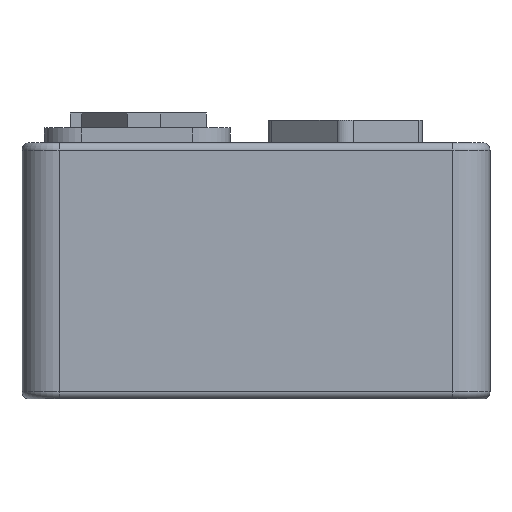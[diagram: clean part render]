
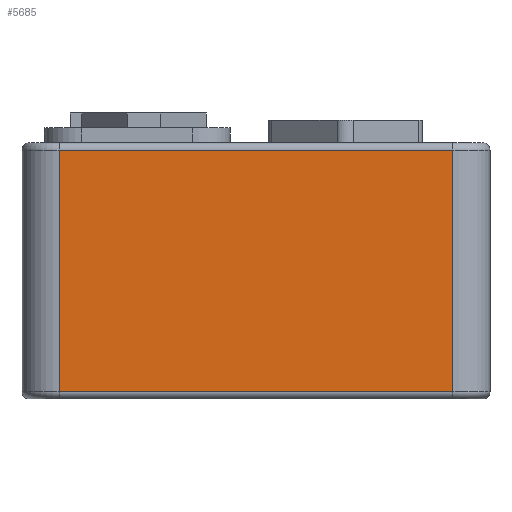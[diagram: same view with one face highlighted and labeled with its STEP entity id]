
A CAD part, front view. The second image highlights one B-rep face of the part: STEP entity #5685.
In plain terms, the highlighted planar face has unit normal (0, -1, 0).
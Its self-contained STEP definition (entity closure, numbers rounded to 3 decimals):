
#410=PLANE('',#6115);
#640=FACE_OUTER_BOUND('',#967,.T.);
#967=EDGE_LOOP('',(#4217,#4218,#4219,#4220));
#1356=LINE('',#8001,#1961);
#1389=LINE('',#8135,#1994);
#1393=LINE('',#8147,#1998);
#1394=LINE('',#8148,#1999);
#1961=VECTOR('',#6624,10.);
#1994=VECTOR('',#6755,10.);
#1998=VECTOR('',#6771,10.);
#1999=VECTOR('',#6772,10.);
#2559=VERTEX_POINT('',#7993);
#2561=VERTEX_POINT('',#7999);
#2611=VERTEX_POINT('',#8127);
#2613=VERTEX_POINT('',#8133);
#3150=EDGE_CURVE('',#2561,#2559,#1356,.T.);
#3217=EDGE_CURVE('',#2613,#2611,#1389,.T.);
#3224=EDGE_CURVE('',#2611,#2561,#1393,.T.);
#3225=EDGE_CURVE('',#2559,#2613,#1394,.T.);
#4217=ORIENTED_EDGE('',*,*,#3150,.F.);
#4218=ORIENTED_EDGE('',*,*,#3224,.F.);
#4219=ORIENTED_EDGE('',*,*,#3217,.F.);
#4220=ORIENTED_EDGE('',*,*,#3225,.F.);
#5685=ADVANCED_FACE('',(#640),#410,.T.);
#6115=AXIS2_PLACEMENT_3D('',#8146,#6769,#6770);
#6624=DIRECTION('',(1.,0.,0.));
#6755=DIRECTION('',(-1.,0.,0.));
#6769=DIRECTION('center_axis',(0.,-1.,0.));
#6770=DIRECTION('ref_axis',(1.,0.,0.));
#6771=DIRECTION('',(0.,0.,1.));
#6772=DIRECTION('',(0.,0.,-1.));
#7993=CARTESIAN_POINT('',(5.8,-30.1,3.8));
#7999=CARTESIAN_POINT('',(-15.4,-30.1,3.8));
#8001=CARTESIAN_POINT('',(-4.95,-30.1,3.8));
#8127=CARTESIAN_POINT('',(-15.4,-30.1,-9.2));
#8133=CARTESIAN_POINT('',(5.8,-30.1,-9.2));
#8135=CARTESIAN_POINT('',(-4.95,-30.1,-9.2));
#8146=CARTESIAN_POINT('Origin',(-9.2,-30.1,2.4));
#8147=CARTESIAN_POINT('',(-15.4,-30.1,-3.6));
#8148=CARTESIAN_POINT('',(5.8,-30.1,2.4));
